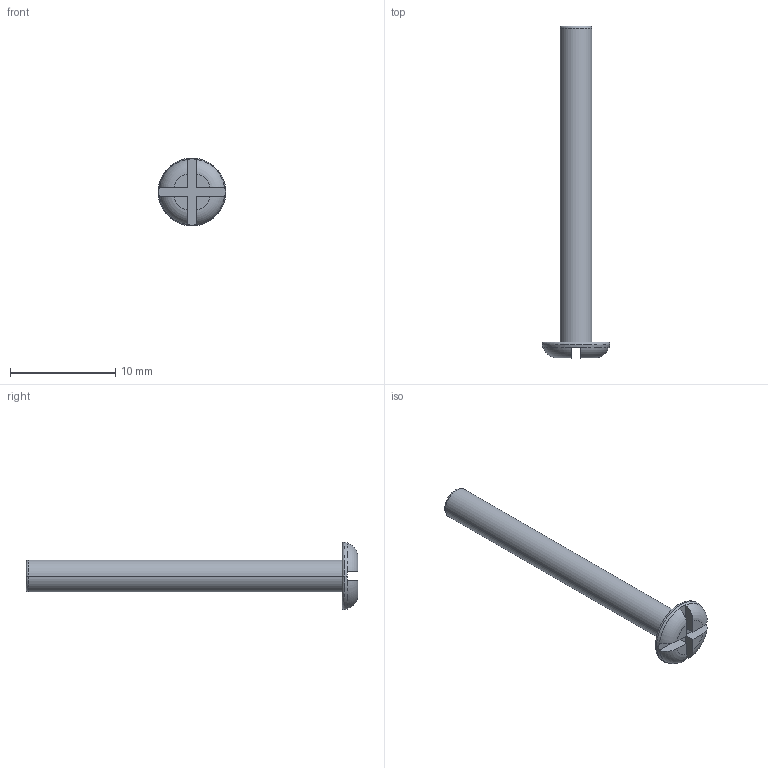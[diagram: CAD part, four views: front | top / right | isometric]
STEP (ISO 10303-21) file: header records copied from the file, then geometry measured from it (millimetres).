
FILE_DESCRIPTION (( 'STEP AP203' ), '1' );
FILE_NAME ('SCREW_M3_25 _box filter25032020.STEP', '2020-03-25T11:48:34', ( '' ), ( '' ), 'SwSTEP 2.0', 'SolidWorks 2014', '' );
FILE_SCHEMA (( 'CONFIG_CONTROL_DESIGN' ));
Length unit declared in the file: millimetre
Products named in the file (1): SCREW_M3_25 _box filter25032020
Bounding box: 6.45 x 31.5 x 6.45 mm (x, y, z)
Volume: 243.7 mm3; surface area: 379.3 mm2
Topology: 1 solids, 1 shells, 27 faces, 68 edges, 44 vertices
Faces by surface type: plane 15, torus 8, cylinder 2, cone 2
Entity records: 935 total; most frequent: CARTESIAN_POINT 212, DIRECTION 136, ORIENTED_EDGE 136, EDGE_CURVE 68, AXIS2_PLACEMENT_3D 56, VERTEX_POINT 44, EDGE_LOOP 28, CIRCLE 28
